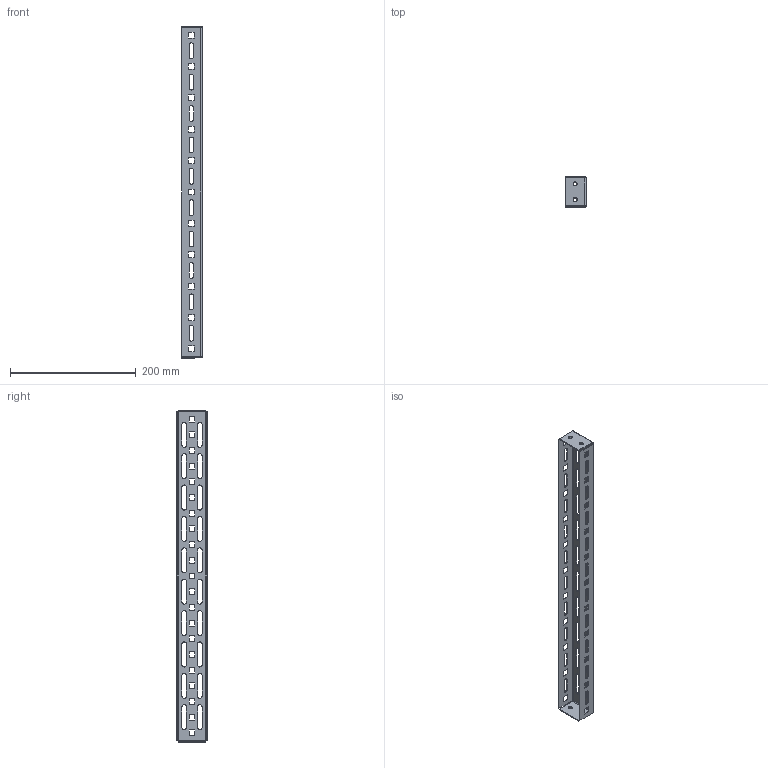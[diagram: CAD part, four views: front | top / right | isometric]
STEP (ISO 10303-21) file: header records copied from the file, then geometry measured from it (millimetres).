
FILE_DESCRIPTION (( 'STEP AP203' ), '1' );
FILE_NAME ('Øèðîêàÿ ïîïåðå÷íàÿ ðåéêà FORD äëÿ êîðïóñà øèðèíîé 600 (4øò.) EKF PROxima.STEP', '2020-10-26T07:07:25', ( '' ), ( '' ), 'SwSTEP 2.0', 'SolidWorks 2019', '' );
FILE_SCHEMA (( 'CONFIG_CONTROL_DESIGN' ));
Length unit declared in the file: millimetre
Products named in the file (1): Øèðîêàÿ ïîïåðå÷íàÿ ðåéêà FORD äëÿ êîðïóñà øèðèíîé 600 (4øò.) EKF PROxima
Bounding box: 33 x 49 x 529 mm (x, y, z)
Volume: 72200.8 mm3; surface area: 105323.7 mm2
Topology: 1 solids, 1 shells, 398 faces, 1156 edges, 760 vertices
Faces by surface type: plane 282, cylinder 116
Entity records: 13461 total; most frequent: CARTESIAN_POINT 2315, ORIENTED_EDGE 2312, DIRECTION 2186, EDGE_CURVE 1156, LINE 924, VECTOR 924, VERTEX_POINT 760, AXIS2_PLACEMENT_3D 631
